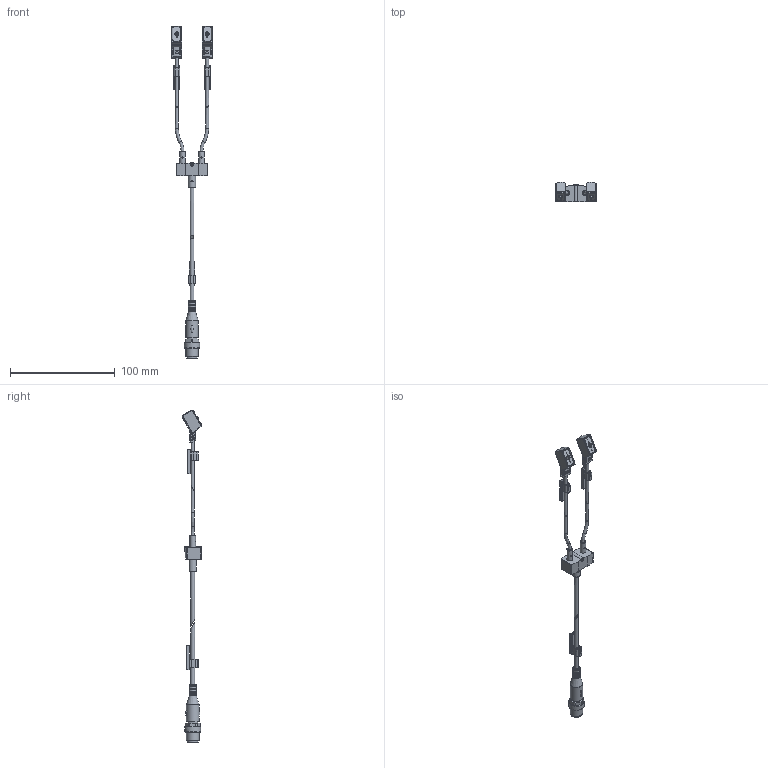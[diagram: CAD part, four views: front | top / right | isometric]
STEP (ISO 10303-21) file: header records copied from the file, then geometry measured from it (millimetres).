
FILE_DESCRIPTION(/* description */ ('STEP AP214'),/* implementation_level */ '2;1');
FILE_NAME(/* name */ '8035787_NEDY-L2R1-V1-Z4W2Z-U-0_3L-M12G4-2_5R',/* time_stamp */ '2024-09-12T22:17:35+02:00',/* author */ ('License CC BY-ND 4.0'),/* organization */ ('CADENAS'),/* preprocessor_version */ 'ST-DEVELOPER v19.3',/* originating_system */ 'PARTsolutions',/* authorisation */ ' ');
FILE_SCHEMA (('AUTOMOTIVE_DESIGN {1 0 10303 214 3 1 1}'));
Length unit declared in the file: millimetre
Products named in the file (6): 8035787 NEDY-L2R1-V1-Z4W2Z-U-0.3L-M12G4-2.5R; 4669798 NEDY-D4.5-D2.9---(3.8G); 1524083 Z42L_KMYZ-3_p---(0_2.9_2); 1046268 ASCF-M-23-S DM 2.5-3.5; 3956624 M12G-Stecker_p---(2_3.8_4); 1051830 ASCF-M-23-C DM 4.0-5.6
Assembly tree (7 placements, depth 2):
  8035787 NEDY-L2R1-V1-Z4W2Z-U-0.3L-M12G4-2.5R
    4669798 NEDY-D4.5-D2.9---(3.8G)
    1524083 Z42L_KMYZ-3_p---(0_2.9_2)  x2
    1046268 ASCF-M-23-S DM 2.5-3.5  x2
    3956624 M12G-Stecker_p---(2_3.8_4)
    1051830 ASCF-M-23-C DM 4.0-5.6
Bounding box: 38.7 x 18.64 x 316.91 mm (x, y, z)
Volume: 18954.4 mm3; surface area: 14868.2 mm2
Topology: 7 solids, 7 shells, 734 faces, 1945 edges, 1271 vertices
Faces by surface type: plane 384, cylinder 294, torus 26, cone 24, sphere 6
Full cylindrical faces by diameter (mm): 1 x4, 2 x2, 2.2 x1, 2.9 x4, 3.8 x2, 4 x2, 4.1 x4, 4.7 x1, 5.4 x2, 7 x6, 8.3 x1, 9.6 x1, 10.5 x1, 12 x2, 15 x1
Entity records: 17978 total; most frequent: CARTESIAN_POINT 3132, DIRECTION 2590, ORIENTED_EDGE 2510, EDGE_CURVE 1255, AXIS2_PLACEMENT_3D 946, VERTEX_POINT 848, LINE 698, VECTOR 698
